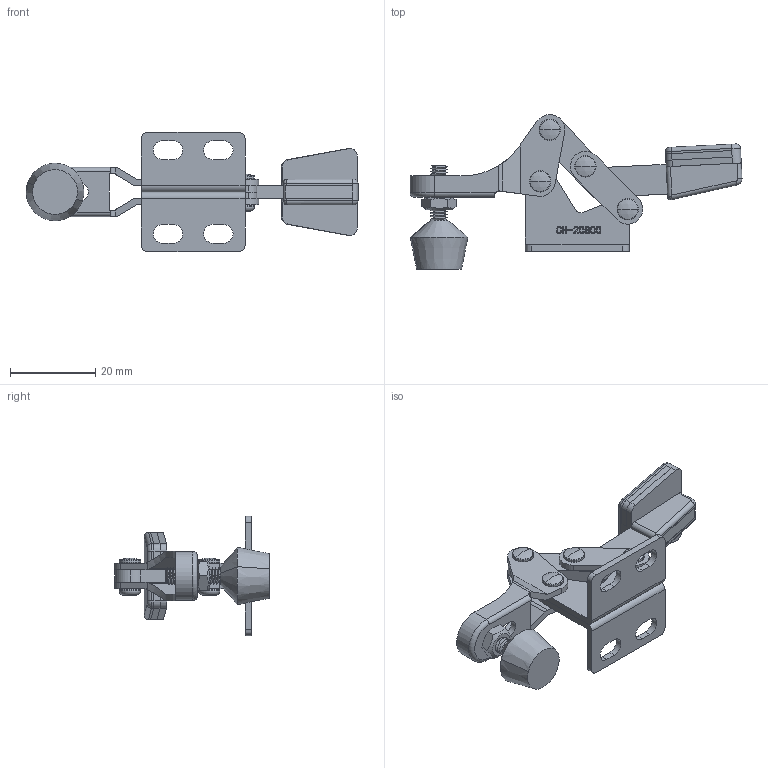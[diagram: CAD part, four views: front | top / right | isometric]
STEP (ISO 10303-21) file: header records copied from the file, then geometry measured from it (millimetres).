
FILE_DESCRIPTION (( 'STEP AP203' ), '1' );
FILE_NAME ('CH-20800.STEP', '2017-11-23T00:36:51', ( 'Windows' ), ( 'Microsoft' ), 'SwSTEP 2.0', 'SolidWorks 2015', '' );
FILE_SCHEMA (( 'CONFIG_CONTROL_DESIGN' ));
Length unit declared in the file: millimetre
Products named in the file (8): CH-20800; 20800-01; 20800-02; 20800-03; 20800-04; 20800-06; 042507-02; 042507
Assembly tree (12 placements, depth 2):
  CH-20800
    20800-01
    20800-02
    20800-03
    20800-04  x2
    20800-06  x4
    042507-02  x2
    042507
Bounding box: 77.76 x 36.22 x 28 mm (x, y, z)
Volume: 7617.7 mm3; surface area: 9428.9 mm2
Topology: 13 solids, 15 shells, 718 faces, 1892 edges, 1233 vertices
Faces by surface type: plane 270, bspline 207, cylinder 157, torus 41, cone 35, sphere 8
Entity records: 30750 total; most frequent: CARTESIAN_POINT 15771, ORIENTED_EDGE 3274, DIRECTION 2259, EDGE_CURVE 1637, VERTEX_POINT 1078, LINE 899, VECTOR 899, AXIS2_PLACEMENT_3D 680
